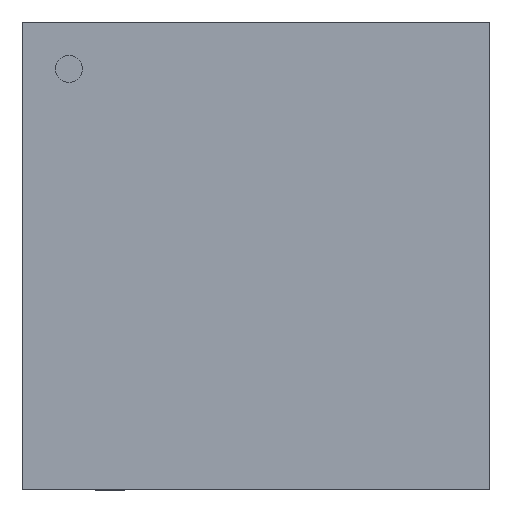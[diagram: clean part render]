
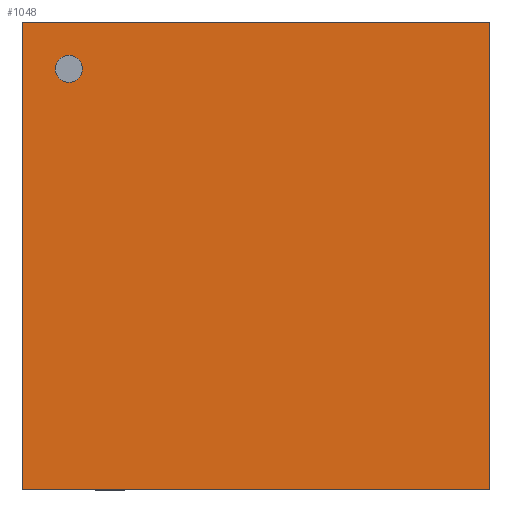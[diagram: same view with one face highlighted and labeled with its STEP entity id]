
A CAD part, top view. The second image highlights one B-rep face of the part: STEP entity #1048.
In plain terms, the highlighted planar face has unit normal (0, 0, 1).
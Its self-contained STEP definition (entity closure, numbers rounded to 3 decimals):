
#1048=ADVANCED_FACE('',(#2041,#2042),#2043,.T.);
#2041=FACE_BOUND('',#3051,.T.);
#2042=FACE_OUTER_BOUND('',#3052,.T.);
#2043=PLANE('',#3053);
#3051=EDGE_LOOP('',(#5748,#5749));
#3052=EDGE_LOOP('',(#5750,#5751,#5752,#5753));
#3053=AXIS2_PLACEMENT_3D('',#5754,#5755,#5756);
#5748=ORIENTED_EDGE('',*,*,#6319,.T.);
#5749=ORIENTED_EDGE('',*,*,#6317,.T.);
#5750=ORIENTED_EDGE('',*,*,#6716,.F.);
#5751=ORIENTED_EDGE('',*,*,#6504,.F.);
#5752=ORIENTED_EDGE('',*,*,#6420,.F.);
#5753=ORIENTED_EDGE('',*,*,#6352,.F.);
#5754=CARTESIAN_POINT('',(0.0,0.0,0.75));
#5755=DIRECTION('',(0.0,0.0,1.0));
#5756=DIRECTION('',(1.0,0.0,0.0));
#6317=EDGE_CURVE('',#7619,#7623,#7625,.T.);
#6319=EDGE_CURVE('',#7623,#7619,#7627,.T.);
#6352=EDGE_CURVE('',#7680,#7682,#7683,.T.);
#6420=EDGE_CURVE('',#7682,#7784,#7785,.T.);
#6504=EDGE_CURVE('',#7784,#7914,#7915,.T.);
#6716=EDGE_CURVE('',#7914,#7680,#8242,.T.);
#7619=VERTEX_POINT('',#9465);
#7623=VERTEX_POINT('',#9470);
#7625=CIRCLE('',#9473,0.116);
#7627=CIRCLE('',#9475,0.116);
#7680=VERTEX_POINT('',#9550);
#7682=VERTEX_POINT('',#9553);
#7683=LINE('',#9554,#9555);
#7784=VERTEX_POINT('',#9696);
#7785=LINE('',#9697,#9698);
#7914=VERTEX_POINT('',#9881);
#7915=LINE('',#9882,#9883);
#8242=LINE('',#10339,#10340);
#9465=CARTESIAN_POINT('',(-1.484,1.6,0.75));
#9470=CARTESIAN_POINT('',(-1.716,1.6,0.75));
#9473=AXIS2_PLACEMENT_3D('',#11033,#11034,#11035);
#9475=AXIS2_PLACEMENT_3D('',#11036,#11037,#11038);
#9550=CARTESIAN_POINT('',(2.0,-2.,0.75));
#9553=CARTESIAN_POINT('',(-2.0,-2.,0.75));
#9554=CARTESIAN_POINT('',(-2.0,-2.,0.75));
#9555=VECTOR('',#11071,1.0);
#9696=CARTESIAN_POINT('',(-2.0,2.,0.75));
#9697=CARTESIAN_POINT('',(-2.0,2.,0.75));
#9698=VECTOR('',#11142,1.0);
#9881=CARTESIAN_POINT('',(2.0,2.,0.75));
#9882=CARTESIAN_POINT('',(2.0,2.,0.75));
#9883=VECTOR('',#11227,1.0);
#10339=CARTESIAN_POINT('',(2.0,-2.,0.75));
#10340=VECTOR('',#11465,1.0);
#11033=CARTESIAN_POINT('',(-1.6,1.6,0.75));
#11034=DIRECTION('',(0.0,0.0,-1.0));
#11035=DIRECTION('',(1.0,0.0,0.0));
#11036=CARTESIAN_POINT('',(-1.6,1.6,0.75));
#11037=DIRECTION('',(0.0,0.0,-1.0));
#11038=DIRECTION('',(1.0,0.0,0.0));
#11071=DIRECTION('',(-1.0,-0.0,-0.0));
#11142=DIRECTION('',(0.0,1.0,0.0));
#11227=DIRECTION('',(1.0,0.0,0.0));
#11465=DIRECTION('',(-0.0,-1.0,-0.0));
